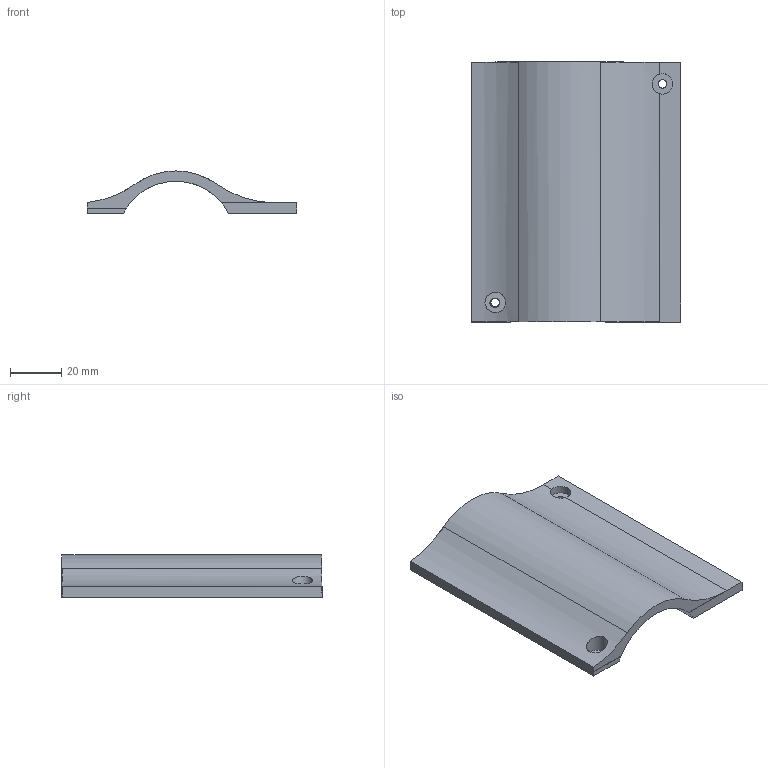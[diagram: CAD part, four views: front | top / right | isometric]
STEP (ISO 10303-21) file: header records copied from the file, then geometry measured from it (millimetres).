
FILE_DESCRIPTION(/* description */ (''),/* implementation_level */ '2;1');
FILE_NAME(/* name */ 'new2v5.step',/* time_stamp */ '2022-04-11T13:42:24+09:00',/* author */ (''),/* organization */ (''),/* preprocessor_version */ 'ST-DEVELOPER v18.1',/* originating_system */ 'Autodesk Translation Framework v10.13.0.1454',/* authorisation */ '');
FILE_SCHEMA (('AUTOMOTIVE_DESIGN { 1 0 10303 214 3 1 1 }'));
Length unit declared in the file: millimetre
Products named in the file (2): 最新２; コンポーネント2
Assembly tree (1 placements, depth 2):
  最新２
    コンポーネント2
Bounding box: 81.52 x 101.1 x 16.39 mm (x, y, z)
Volume: 40928 mm3; surface area: 19786.5 mm2
Topology: 1 solids, 1 shells, 28 faces, 75 edges, 50 vertices
Faces by surface type: plane 14, cylinder 12, bspline 2
Full cylindrical faces by diameter (mm): 3.332 x1, 4.109 x1, 8 x2
Entity records: 1502 total; most frequent: CARTESIAN_POINT 750, ORIENTED_EDGE 150, DIRECTION 137, EDGE_CURVE 75, VERTEX_POINT 50, AXIS2_PLACEMENT_3D 50, LINE 37, VECTOR 37
